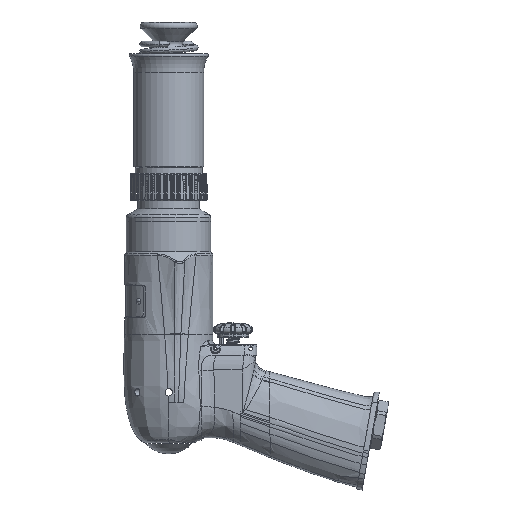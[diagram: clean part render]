
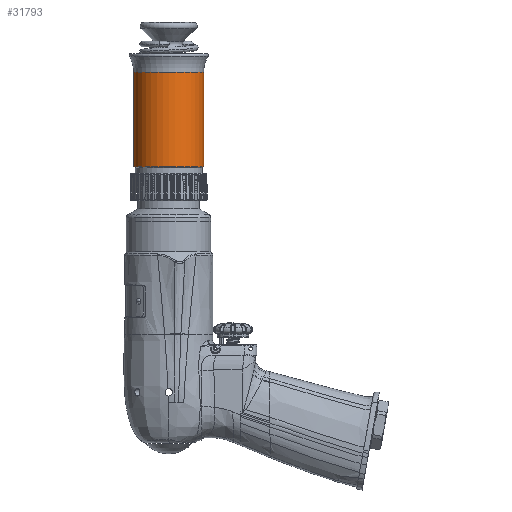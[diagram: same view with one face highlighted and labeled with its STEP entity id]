
A CAD part, left-side view. The second image highlights one B-rep face of the part: STEP entity #31793.
In plain terms, the highlighted cylindrical face has radius 19 mm (diameter 38 mm), a partial arc.
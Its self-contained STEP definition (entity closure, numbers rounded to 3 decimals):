
#31536=CARTESIAN_POINT('',(0.,35.,95.648));
#31537=DIRECTION('',(0.,0.,-1.));
#31538=DIRECTION('',(0.,-1.,0.));
#31539=AXIS2_PLACEMENT_3D('',#31536,#31537,#31538);
#31541=CARTESIAN_POINT('',(0.,35.,44.233));
#31542=DIRECTION('',(0.,0.,-1.));
#31543=DIRECTION('',(0.,-1.,0.));
#31544=AXIS2_PLACEMENT_3D('',#31541,#31542,#31543);
#31561=DIRECTION('',(0.,0.,1.));
#31562=VECTOR('',#31561,51.415);
#31563=CARTESIAN_POINT('',(0.,54.,44.233));
#31564=LINE('',#31563,#31562);
#31570=DIRECTION('',(0.,0.,1.));
#31571=VECTOR('',#31570,51.415);
#31572=CARTESIAN_POINT('',(0.,16.,44.233));
#31573=LINE('',#31572,#31571);
#31615=CARTESIAN_POINT('',(0.,16.,44.233));
#31617=VERTEX_POINT('',#31615);
#31619=CARTESIAN_POINT('',(0.,54.,44.233));
#31621=VERTEX_POINT('',#31619);
#31642=CARTESIAN_POINT('',(0.,16.,95.648));
#31643=CARTESIAN_POINT('',(0.,54.,95.648));
#31644=VERTEX_POINT('',#31642);
#31645=VERTEX_POINT('',#31643);
#31779=CARTESIAN_POINT('',(0.,35.,109.65));
#31780=DIRECTION('',(0.,0.,-1.));
#31781=DIRECTION('',(0.,1.,0.));
#31782=AXIS2_PLACEMENT_3D('',#31779,#31780,#31781);
#31783=CYLINDRICAL_SURFACE('',#31782,19.);
#31785=ORIENTED_EDGE('',*,*,#31784,.F.);
#31787=ORIENTED_EDGE('',*,*,#31786,.F.);
#31788=ORIENTED_EDGE('',*,*,#31762,.T.);
#31790=ORIENTED_EDGE('',*,*,#31789,.T.);
#31791=EDGE_LOOP('',(#31785,#31787,#31788,#31790));
#31792=FACE_OUTER_BOUND('',#31791,.F.);
#31793=ADVANCED_FACE('',(#31792),#31783,.T.);
#31540=CIRCLE('',#31539,19.);
#31545=CIRCLE('',#31544,19.);
#31762=EDGE_CURVE('',#31617,#31621,#31545,.T.);
#31784=EDGE_CURVE('',#31644,#31645,#31540,.T.);
#31786=EDGE_CURVE('',#31617,#31644,#31573,.T.);
#31789=EDGE_CURVE('',#31621,#31645,#31564,.T.);
